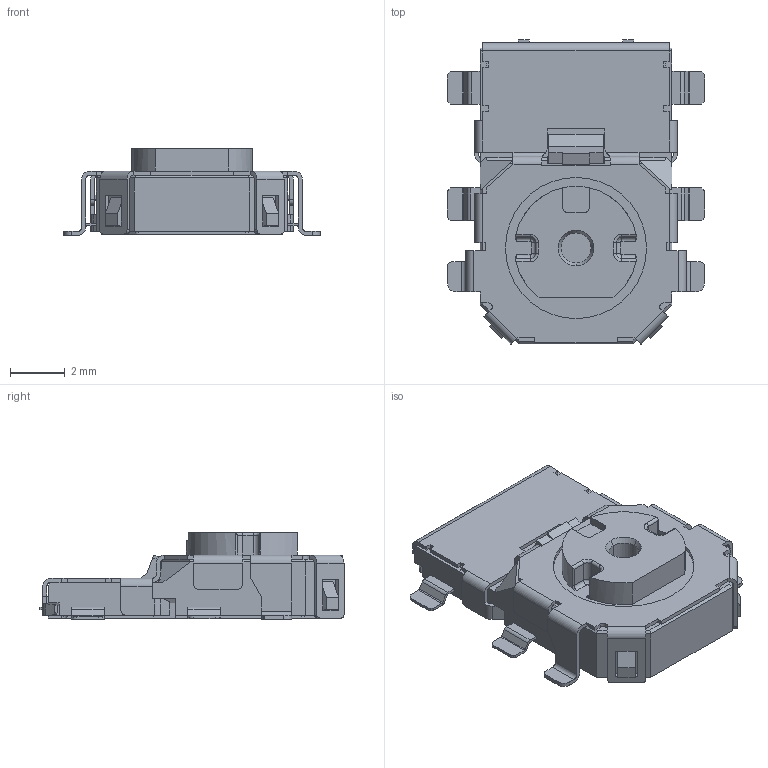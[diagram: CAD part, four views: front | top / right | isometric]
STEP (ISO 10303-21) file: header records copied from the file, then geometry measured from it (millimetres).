
FILE_DESCRIPTION (( 'STEP AP214' ), '1' );
FILE_NAME ('SRBE110301.STEP', '2011-02-01T06:43:28', ( ' ' ), ( '' ), 'SwSTEP 2.0', 'SolidWorks 2007', '' );
FILE_SCHEMA (( 'AUTOMOTIVE_DESIGN' ));
Length unit declared in the file: millimetre
Products named in the file (1): SRBE110301
Bounding box: 9.4 x 11.1 x 3.17 mm (x, y, z)
Volume: 152 mm3; surface area: 360.6 mm2
Topology: 1 solids, 2 shells, 754 faces, 2138 edges, 1400 vertices
Faces by surface type: plane 442, cylinder 293, bspline 14, cone 5
Entity records: 31970 total; most frequent: CARTESIAN_POINT 4851, ORIENTED_EDGE 4276, DIRECTION 4162, EDGE_CURVE 2138, VECTOR 1492, LINE 1492, VERTEX_POINT 1400, AXIS2_PLACEMENT_3D 1335
